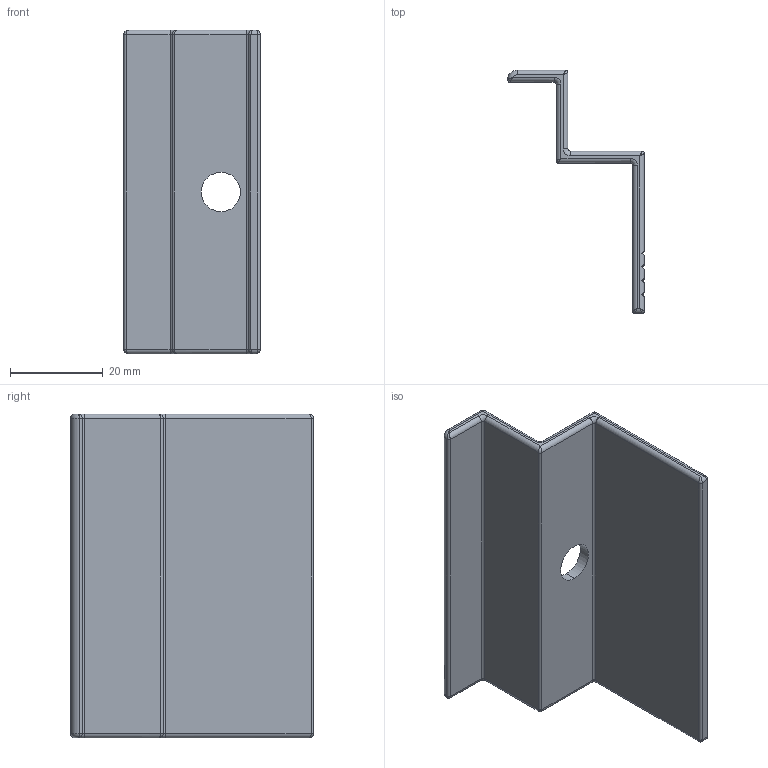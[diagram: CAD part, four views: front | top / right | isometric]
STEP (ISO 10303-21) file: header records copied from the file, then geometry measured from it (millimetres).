
FILE_DESCRIPTION (( 'STEP AP203' ), '1' );
FILE_NAME ('084.106.103.STEP', '2013-01-23T13:08:34', ( 'Alusic' ), ( 'Alusic' ), 'SwSTEP 2.0', 'SolidWorks 2011', '' );
FILE_SCHEMA (( 'CONFIG_CONTROL_DESIGN' ));
Length unit declared in the file: millimetre
Products named in the file (1): 084.106.103
Bounding box: 29.5 x 52.5 x 70 mm (x, y, z)
Volume: 13560.7 mm3; surface area: 11607.3 mm2
Topology: 1 solids, 1 shells, 89 faces, 211 edges, 112 vertices
Faces by surface type: cylinder 42, plane 27, bspline 12, torus 8
Entity records: 2812 total; most frequent: CARTESIAN_POINT 949, ORIENTED_EDGE 398, DIRECTION 349, EDGE_CURVE 199, AXIS2_PLACEMENT_3D 124, VERTEX_POINT 112, VECTOR 101, LINE 101
